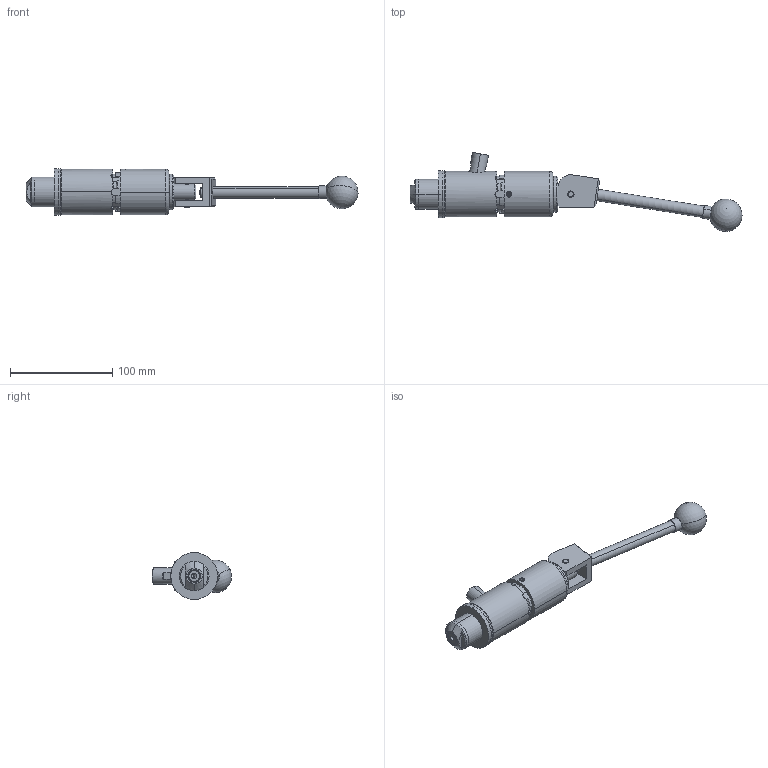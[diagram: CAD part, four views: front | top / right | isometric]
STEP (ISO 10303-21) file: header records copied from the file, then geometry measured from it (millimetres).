
FILE_DESCRIPTION (( 'STEP AP214' ), '1' );
FILE_NAME ('CTSC-003874.STEP', '2025-06-26T15:13:56', ( '' ), ( '' ), 'SwSTEP 2.0', 'SolidWorks 2023', '' );
FILE_SCHEMA (( 'AUTOMOTIVE_DESIGN' ));
Length unit declared in the file: inch
Products named in the file (1): CTSC-003874
Bounding box: 324.39 x 77.27 x 45.72 mm (x, y, z)
Volume: 241031.2 mm3; surface area: 54909.5 mm2
Topology: 9 solids, 10 shells, 328 faces, 802 edges, 509 vertices
Faces by surface type: cylinder 139, plane 120, cone 53, torus 11, bspline 3, sphere 2
Entity records: 15514 total; most frequent: CARTESIAN_POINT 3698, DIRECTION 1606, ORIENTED_EDGE 1586, EDGE_CURVE 793, AXIS2_PLACEMENT_3D 623, VERTEX_POINT 506, EDGE_LOOP 367, LINE 360
